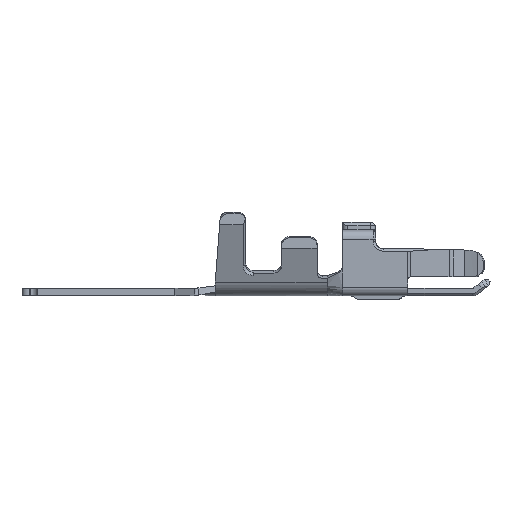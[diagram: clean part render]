
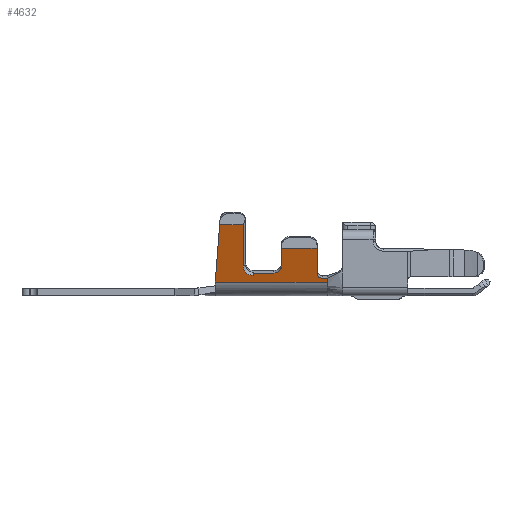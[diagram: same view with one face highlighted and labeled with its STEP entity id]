
A CAD part, left-side view. The second image highlights one B-rep face of the part: STEP entity #4632.
In plain terms, the highlighted planar face has unit normal (-0.945, 0, -0.328).
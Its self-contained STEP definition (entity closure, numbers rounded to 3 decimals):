
#2337=CARTESIAN_POINT('',(-0.372,0.275,0.321));
#2338=VERTEX_POINT('',#2337);
#2345=CARTESIAN_POINT('',(-0.346,0.275,0.246));
#2346=VERTEX_POINT('',#2345);
#2347=CARTESIAN_POINT('',(-0.372,0.275,0.321));
#2348=DIRECTION('',(0.328,0.,-0.945));
#2349=VECTOR('',#2348,0.079);
#2350=LINE('',#2347,#2349);
#2351=EDGE_CURVE('',#2338,#2346,#2350,.T.);
#2820=CARTESIAN_POINT('',(-0.346,2.289,0.246));
#2821=VERTEX_POINT('',#2820);
#2822=CARTESIAN_POINT('',(-0.346,0.275,0.246));
#2823=DIRECTION('',(0.,1.,0.));
#2824=VECTOR('',#2823,2.014);
#2825=LINE('',#2822,#2824);
#2826=EDGE_CURVE('',#2346,#2821,#2825,.T.);
#2895=CARTESIAN_POINT('',(-0.372,0.366,0.321));
#2896=VERTEX_POINT('',#2895);
#2903=CARTESIAN_POINT('',(-0.372,0.366,0.321));
#2904=DIRECTION('',(0.,-1.,0.));
#2905=VECTOR('',#2904,0.092);
#2906=LINE('',#2903,#2905);
#2907=EDGE_CURVE('',#2896,#2338,#2906,.T.);
#2956=CARTESIAN_POINT('',(-0.404,1.602,0.413));
#2957=VERTEX_POINT('',#2956);
#2958=CARTESIAN_POINT('',(-0.404,1.236,0.413));
#2959=VERTEX_POINT('',#2958);
#2960=CARTESIAN_POINT('',(-0.404,1.602,0.413));
#2961=DIRECTION('',(0.,-1.,0.));
#2962=VECTOR('',#2961,0.366);
#2963=LINE('',#2960,#2962);
#2964=EDGE_CURVE('',#2957,#2959,#2963,.T.);
#3034=CARTESIAN_POINT('',(-0.558,0.458,0.858));
#3035=VERTEX_POINT('',#3034);
#3036=CARTESIAN_POINT('',(-0.402,0.458,0.408));
#3037=VERTEX_POINT('',#3036);
#3038=CARTESIAN_POINT('',(-0.558,0.458,0.858));
#3039=DIRECTION('',(0.328,0.,-0.945));
#3040=VECTOR('',#3039,0.476);
#3041=LINE('',#3038,#3040);
#3042=EDGE_CURVE('',#3035,#3037,#3041,.T.);
#3135=CARTESIAN_POINT('',(-0.558,1.099,0.858));
#3136=VERTEX_POINT('',#3135);
#3152=CARTESIAN_POINT('',(-0.449,1.099,0.543));
#3153=VERTEX_POINT('',#3152);
#3160=CARTESIAN_POINT('',(-0.449,1.099,0.543));
#3161=DIRECTION('',(-0.328,0.,0.945));
#3162=VECTOR('',#3161,0.334);
#3163=LINE('',#3160,#3162);
#3164=EDGE_CURVE('',#3153,#3136,#3163,.T.);
#3230=CARTESIAN_POINT('',(-0.558,1.099,0.858));
#3231=DIRECTION('',(0.,-1.,0.));
#3232=VECTOR('',#3231,0.641);
#3233=LINE('',#3230,#3232);
#3234=EDGE_CURVE('',#3136,#3035,#3233,.T.);
#3337=CARTESIAN_POINT('',(-0.356,2.289,0.275));
#3338=VERTEX_POINT('',#3337);
#3339=CARTESIAN_POINT('',(-0.346,2.289,0.246));
#3340=DIRECTION('',(-0.328,0.,0.945));
#3341=VECTOR('',#3340,0.03);
#3342=LINE('',#3339,#3341);
#3343=EDGE_CURVE('',#2821,#3338,#3342,.T.);
#3859=CARTESIAN_POINT('',(-0.707,2.212,1.285));
#3860=VERTEX_POINT('',#3859);
#3861=CARTESIAN_POINT('',(-0.356,2.289,0.275));
#3862=DIRECTION('',(-0.327,-0.072,0.942));
#3863=VECTOR('',#3862,1.073);
#3864=LINE('',#3861,#3863);
#3865=EDGE_CURVE('',#3338,#3860,#3864,.T.);
#4074=CARTESIAN_POINT('',(-0.449,1.236,0.543));
#4075=DIRECTION('',(0.328,0.,-0.945));
#4076=DIRECTION('',(-0.945,0.,-0.328));
#4077=AXIS2_PLACEMENT_3D('',#4074,#4076,#4075);
#4078=CIRCLE('',#4077,0.137);
#4079=EDGE_CURVE('',#2959,#3153,#4078,.T.);
#4149=CARTESIAN_POINT('',(-0.402,0.366,0.408));
#4150=DIRECTION('',(0.,1.,0.));
#4151=DIRECTION('',(-0.945,0.,-0.328));
#4152=AXIS2_PLACEMENT_3D('',#4149,#4151,#4150);
#4153=CIRCLE('',#4152,0.092);
#4154=EDGE_CURVE('',#3037,#2896,#4153,.T.);
#4583=CARTESIAN_POINT('',(-0.526,1.282,0.766));
#4584=DIRECTION('',(-0.328,0.,0.945));
#4585=DIRECTION('',(-0.945,0.,-0.328));
#4586=AXIS2_PLACEMENT_3D('',#4583,#4585,#4584);
#4587=PLANE('',#4586);
#4588=ORIENTED_EDGE('',*,*,#2351,.F.);
#4589=ORIENTED_EDGE('',*,*,#2907,.F.);
#4590=ORIENTED_EDGE('',*,*,#4154,.F.);
#4591=ORIENTED_EDGE('',*,*,#3042,.F.);
#4592=ORIENTED_EDGE('',*,*,#3234,.F.);
#4593=ORIENTED_EDGE('',*,*,#3164,.F.);
#4594=ORIENTED_EDGE('',*,*,#4079,.F.);
#4595=ORIENTED_EDGE('',*,*,#2964,.F.);
#4596=CARTESIAN_POINT('',(-0.389,1.602,0.37));
#4597=VERTEX_POINT('',#4596);
#4598=CARTESIAN_POINT('',(-0.404,1.602,0.413));
#4599=DIRECTION('',(0.328,0.,-0.945));
#4600=VECTOR('',#4599,0.046);
#4601=LINE('',#4598,#4600);
#4602=EDGE_CURVE('',#2957,#4597,#4601,.T.);
#4603=ORIENTED_EDGE('',*,*,#4602,.T.);
#4604=CARTESIAN_POINT('',(-0.449,1.785,0.543));
#4605=VERTEX_POINT('',#4604);
#4606=CARTESIAN_POINT('',(-0.449,1.602,0.543));
#4607=DIRECTION('',(0.328,0.,-0.945));
#4608=DIRECTION('',(0.945,0.,0.328));
#4609=AXIS2_PLACEMENT_3D('',#4606,#4608,#4607);
#4610=CIRCLE('',#4609,0.183);
#4611=EDGE_CURVE('',#4597,#4605,#4610,.T.);
#4612=ORIENTED_EDGE('',*,*,#4611,.T.);
#4613=CARTESIAN_POINT('',(-0.707,1.785,1.285));
#4614=VERTEX_POINT('',#4613);
#4615=CARTESIAN_POINT('',(-0.449,1.785,0.543));
#4616=DIRECTION('',(-0.328,0.,0.945));
#4617=VECTOR('',#4616,0.786);
#4618=LINE('',#4615,#4617);
#4619=EDGE_CURVE('',#4605,#4614,#4618,.T.);
#4620=ORIENTED_EDGE('',*,*,#4619,.T.);
#4621=CARTESIAN_POINT('',(-0.707,1.785,1.285));
#4622=DIRECTION('',(0.,1.,0.));
#4623=VECTOR('',#4622,0.426);
#4624=LINE('',#4621,#4623);
#4625=EDGE_CURVE('',#4614,#3860,#4624,.T.);
#4626=ORIENTED_EDGE('',*,*,#4625,.T.);
#4627=ORIENTED_EDGE('',*,*,#3865,.F.);
#4628=ORIENTED_EDGE('',*,*,#3343,.F.);
#4629=ORIENTED_EDGE('',*,*,#2826,.F.);
#4630=EDGE_LOOP('',(#4588,#4589,#4590,#4591,#4592,#4593,#4594,#4595,#4603,#4612,#4620,#4626,#4627,#4628,#4629));
#4631=FACE_OUTER_BOUND('',#4630,.T.);
#4632=ADVANCED_FACE('',(#4631),#4587,.T.);
